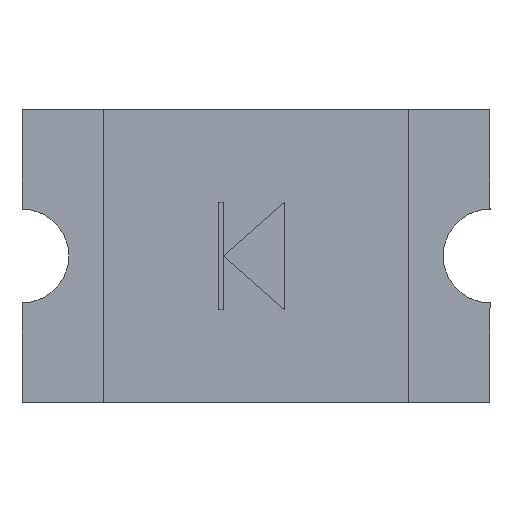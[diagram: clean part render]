
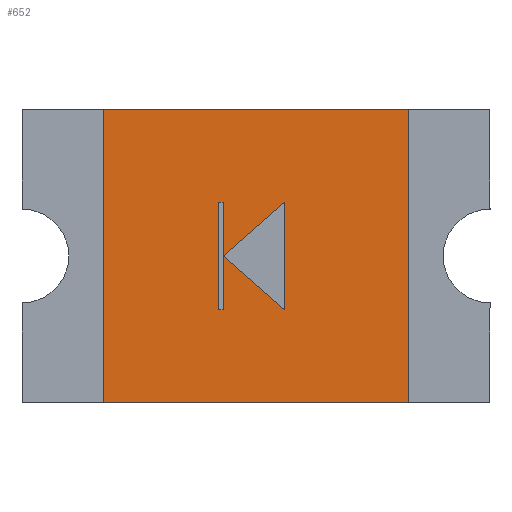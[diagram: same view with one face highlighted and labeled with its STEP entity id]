
A CAD part, front view. The second image highlights one B-rep face of the part: STEP entity #652.
In plain terms, the highlighted planar face has unit normal (0, -1, 0).
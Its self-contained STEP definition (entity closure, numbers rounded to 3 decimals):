
#35 = CARTESIAN_POINT ( 'NONE',  ( -0.65, -0.15, 0.625 ) ) ;
#47 = VERTEX_POINT ( 'NONE', #1955 ) ;
#48 = CARTESIAN_POINT ( 'NONE',  ( -0.16, -0.15, -0.23 ) ) ;
#65 = AXIS2_PLACEMENT_3D ( 'NONE', #1200, #405, #1420 ) ;
#85 = ORIENTED_EDGE ( 'NONE', *, *, #2308, .F. ) ;
#95 = CARTESIAN_POINT ( 'NONE',  ( -0.14, -0.15, 0. ) ) ;
#126 = EDGE_CURVE ( 'NONE', #1705, #1800, #820, .T. ) ;
#131 = EDGE_CURVE ( 'NONE', #2229, #1794, #2247, .T. ) ;
#148 = ORIENTED_EDGE ( 'NONE', *, *, #1857, .F. ) ;
#163 = VECTOR ( 'NONE', #1624, 1000. ) ;
#193 = VECTOR ( 'NONE', #2003, 1000. ) ;
#238 = LINE ( 'NONE', #1901, #2207 ) ;
#252 = VECTOR ( 'NONE', #1334, 1000. ) ;
#258 = VECTOR ( 'NONE', #505, 1000. ) ;
#265 = ORIENTED_EDGE ( 'NONE', *, *, #1555, .T. ) ;
#334 = VECTOR ( 'NONE', #1419, 1000. ) ;
#361 = VERTEX_POINT ( 'NONE', #35 ) ;
#368 = LINE ( 'NONE', #956, #404 ) ;
#404 = VECTOR ( 'NONE', #994, 1000. ) ;
#405 = DIRECTION ( 'NONE',  ( 0., -1., 0. ) ) ;
#440 = CARTESIAN_POINT ( 'NONE',  ( 0.124, -0.15, 0.23 ) ) ;
#493 = LINE ( 'NONE', #1554, #252 ) ;
#505 = DIRECTION ( 'NONE',  ( -1., 0., 0. ) ) ;
#522 = CARTESIAN_POINT ( 'NONE',  ( 1., -0.15, 0.625 ) ) ;
#556 = DIRECTION ( 'NONE',  ( 0., 0., -1. ) ) ;
#569 = VERTEX_POINT ( 'NONE', #1885 ) ;
#594 = CARTESIAN_POINT ( 'NONE',  ( -0.16, -0.15, -0.23 ) ) ;
#631 = VECTOR ( 'NONE', #1372, 1000. ) ;
#652 = ADVANCED_FACE ( 'NONE', ( #1407, #2444 ), #1626, .T. ) ;
#685 = CARTESIAN_POINT ( 'NONE',  ( -0.14, -0.15, 0. ) ) ;
#708 = LINE ( 'NONE', #2637, #193 ) ;
#713 = DIRECTION ( 'NONE',  ( 1., 0., 0. ) ) ;
#727 = VECTOR ( 'NONE', #1871, 1000. ) ;
#744 = CARTESIAN_POINT ( 'NONE',  ( -0.16, -0.15, 0.23 ) ) ;
#752 = CARTESIAN_POINT ( 'NONE',  ( 0.65, -0.15, 0.625 ) ) ;
#810 = VECTOR ( 'NONE', #1218, 1000. ) ;
#819 = ORIENTED_EDGE ( 'NONE', *, *, #2072, .F. ) ;
#820 = LINE ( 'NONE', #2064, #163 ) ;
#829 = LINE ( 'NONE', #440, #810 ) ;
#956 = CARTESIAN_POINT ( 'NONE',  ( 0.65, -0.15, 0.626 ) ) ;
#994 = DIRECTION ( 'NONE',  ( 0., 0., -1. ) ) ;
#1033 = CARTESIAN_POINT ( 'NONE',  ( -0.14, -0.15, 0. ) ) ;
#1051 = CARTESIAN_POINT ( 'NONE',  ( -0.16, -0.15, 0.23 ) ) ;
#1061 = LINE ( 'NONE', #2119, #727 ) ;
#1078 = DIRECTION ( 'NONE',  ( -1., 0., 0. ) ) ;
#1200 = CARTESIAN_POINT ( 'NONE',  ( -1., -0.15, 0. ) ) ;
#1218 = DIRECTION ( 'NONE',  ( 0., 0., 1. ) ) ;
#1245 = CARTESIAN_POINT ( 'NONE',  ( 1., -0.15, -0.625 ) ) ;
#1268 = EDGE_CURVE ( 'NONE', #1387, #1705, #1061, .T. ) ;
#1290 = VERTEX_POINT ( 'NONE', #685 ) ;
#1334 = DIRECTION ( 'NONE',  ( 0., 0., 1. ) ) ;
#1337 = ORIENTED_EDGE ( 'NONE', *, *, #2552, .F. ) ;
#1357 = EDGE_LOOP ( 'NONE', ( #2053, #2307, #1394, #819, #1599, #1337, #2336, #1583, #85, #2076 ) ) ;
#1372 = DIRECTION ( 'NONE',  ( 0.754, 0., -0.657 ) ) ;
#1375 = EDGE_CURVE ( 'NONE', #1794, #2417, #493, .T. ) ;
#1385 = EDGE_CURVE ( 'NONE', #361, #1404, #2185, .T. ) ;
#1387 = VERTEX_POINT ( 'NONE', #2384 ) ;
#1394 = ORIENTED_EDGE ( 'NONE', *, *, #2695, .F. ) ;
#1396 = EDGE_LOOP ( 'NONE', ( #265, #148, #1477, #2305 ) ) ;
#1404 = VERTEX_POINT ( 'NONE', #752 ) ;
#1407 = FACE_BOUND ( 'NONE', #1357, .T. ) ;
#1411 = CARTESIAN_POINT ( 'NONE',  ( 0.65, -0.15, -0.625 ) ) ;
#1419 = DIRECTION ( 'NONE',  ( 1., 0., 0. ) ) ;
#1420 = DIRECTION ( 'NONE',  ( 0., 0., -1. ) ) ;
#1467 = VERTEX_POINT ( 'NONE', #1411 ) ;
#1477 = ORIENTED_EDGE ( 'NONE', *, *, #2377, .F. ) ;
#1489 = LINE ( 'NONE', #1245, #2165 ) ;
#1528 = VECTOR ( 'NONE', #1993, 1000. ) ;
#1554 = CARTESIAN_POINT ( 'NONE',  ( -0.14, -0.15, -0.23 ) ) ;
#1555 = EDGE_CURVE ( 'NONE', #361, #47, #238, .T. ) ;
#1583 = ORIENTED_EDGE ( 'NONE', *, *, #131, .F. ) ;
#1591 = CARTESIAN_POINT ( 'NONE',  ( -0.14, -0.15, 0.23 ) ) ;
#1599 = ORIENTED_EDGE ( 'NONE', *, *, #1684, .F. ) ;
#1607 = EDGE_CURVE ( 'NONE', #569, #1387, #1945, .T. ) ;
#1624 = DIRECTION ( 'NONE',  ( -1., 0., 0. ) ) ;
#1626 = PLANE ( 'NONE',  #65 ) ;
#1664 = CARTESIAN_POINT ( 'NONE',  ( -0.14, -0.15, -0.23 ) ) ;
#1684 = EDGE_CURVE ( 'NONE', #1290, #2032, #1957, .T. ) ;
#1685 = DIRECTION ( 'NONE',  ( 0., 0., -1. ) ) ;
#1705 = VERTEX_POINT ( 'NONE', #1591 ) ;
#1774 = LINE ( 'NONE', #744, #1965 ) ;
#1794 = VERTEX_POINT ( 'NONE', #1664 ) ;
#1800 = VERTEX_POINT ( 'NONE', #1051 ) ;
#1857 = EDGE_CURVE ( 'NONE', #1467, #47, #1489, .T. ) ;
#1871 = DIRECTION ( 'NONE',  ( 0., 0., 1. ) ) ;
#1885 = CARTESIAN_POINT ( 'NONE',  ( -0.14, -0.15, 0. ) ) ;
#1901 = CARTESIAN_POINT ( 'NONE',  ( -0.65, -0.15, 0.626 ) ) ;
#1945 = LINE ( 'NONE', #2402, #258 ) ;
#1955 = CARTESIAN_POINT ( 'NONE',  ( -0.65, -0.15, -0.625 ) ) ;
#1957 = LINE ( 'NONE', #95, #631 ) ;
#1965 = VECTOR ( 'NONE', #556, 1000. ) ;
#1972 = CARTESIAN_POINT ( 'NONE',  ( 0.124, -0.15, 0.23 ) ) ;
#1993 = DIRECTION ( 'NONE',  ( 1., 0., 0. ) ) ;
#2003 = DIRECTION ( 'NONE',  ( -0.754, 0., -0.657 ) ) ;
#2032 = VERTEX_POINT ( 'NONE', #2508 ) ;
#2053 = ORIENTED_EDGE ( 'NONE', *, *, #1268, .F. ) ;
#2064 = CARTESIAN_POINT ( 'NONE',  ( -0.14, -0.15, 0.23 ) ) ;
#2072 = EDGE_CURVE ( 'NONE', #2032, #2560, #829, .T. ) ;
#2076 = ORIENTED_EDGE ( 'NONE', *, *, #126, .F. ) ;
#2119 = CARTESIAN_POINT ( 'NONE',  ( -0.14, -0.15, 0. ) ) ;
#2165 = VECTOR ( 'NONE', #1078, 1000. ) ;
#2185 = LINE ( 'NONE', #522, #2289 ) ;
#2207 = VECTOR ( 'NONE', #1685, 1000. ) ;
#2229 = VERTEX_POINT ( 'NONE', #48 ) ;
#2247 = LINE ( 'NONE', #594, #334 ) ;
#2289 = VECTOR ( 'NONE', #713, 1000. ) ;
#2305 = ORIENTED_EDGE ( 'NONE', *, *, #1385, .F. ) ;
#2307 = ORIENTED_EDGE ( 'NONE', *, *, #1607, .F. ) ;
#2308 = EDGE_CURVE ( 'NONE', #1800, #2229, #1774, .T. ) ;
#2336 = ORIENTED_EDGE ( 'NONE', *, *, #1375, .F. ) ;
#2377 = EDGE_CURVE ( 'NONE', #1404, #1467, #368, .T. ) ;
#2384 = CARTESIAN_POINT ( 'NONE',  ( -0.14, -0.15, 0. ) ) ;
#2402 = CARTESIAN_POINT ( 'NONE',  ( -0.14, -0.15, 0. ) ) ;
#2417 = VERTEX_POINT ( 'NONE', #1033 ) ;
#2418 = LINE ( 'NONE', #2599, #1528 ) ;
#2444 = FACE_OUTER_BOUND ( 'NONE', #1396, .T. ) ;
#2508 = CARTESIAN_POINT ( 'NONE',  ( 0.124, -0.15, -0.23 ) ) ;
#2552 = EDGE_CURVE ( 'NONE', #2417, #1290, #2418, .T. ) ;
#2560 = VERTEX_POINT ( 'NONE', #1972 ) ;
#2599 = CARTESIAN_POINT ( 'NONE',  ( -0.14, -0.15, 0. ) ) ;
#2637 = CARTESIAN_POINT ( 'NONE',  ( -0.14, -0.15, 0. ) ) ;
#2695 = EDGE_CURVE ( 'NONE', #2560, #569, #708, .T. ) ;
